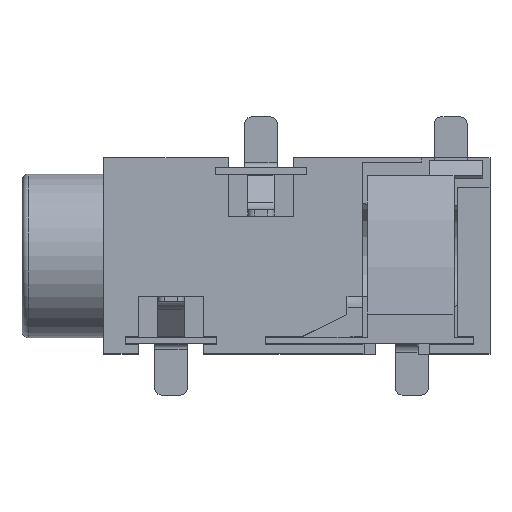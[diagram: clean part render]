
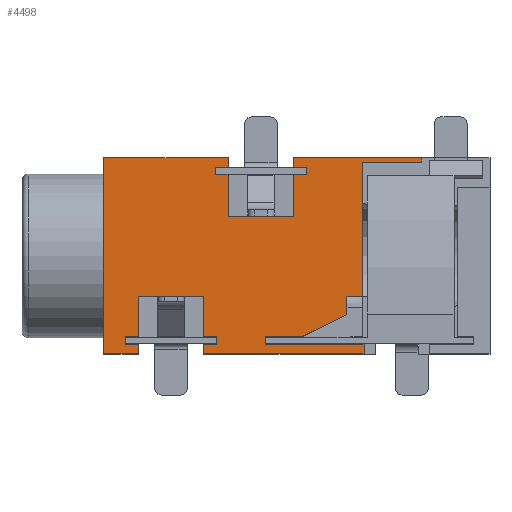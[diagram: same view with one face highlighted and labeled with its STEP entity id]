
A CAD part, top view. The second image highlights one B-rep face of the part: STEP entity #4498.
In plain terms, the highlighted planar face has unit normal (0, 0, 1).
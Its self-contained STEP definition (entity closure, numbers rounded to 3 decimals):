
#348=FACE_OUTER_BOUND('',#586,.T.);
#586=EDGE_LOOP('',(#3467,#3468,#3469,#3470,#3471,#3472,#3473,#3474,#3475,
#3476,#3477,#3478,#3479,#3480,#3481,#3482,#3483,#3484,#3485,#3486,#3487,
#3488,#3489,#3490,#3491,#3492,#3493,#3494,#3495,#3496,#3497,#3498,#3499,
#3500,#3501,#3502,#3503,#3504));
#953=LINE('',#6842,#1458);
#957=LINE('',#6850,#1462);
#960=LINE('',#6857,#1465);
#964=LINE('',#6865,#1469);
#976=LINE('',#6891,#1481);
#978=LINE('',#6897,#1483);
#980=LINE('',#6904,#1485);
#993=LINE('',#6934,#1498);
#999=LINE('',#6946,#1504);
#1008=LINE('',#6968,#1513);
#1012=LINE('',#6977,#1517);
#1016=LINE('',#6985,#1521);
#1020=LINE('',#6993,#1525);
#1024=LINE('',#7001,#1529);
#1030=LINE('',#7010,#1535);
#1036=LINE('',#7020,#1541);
#1038=LINE('',#7026,#1543);
#1041=LINE('',#7035,#1546);
#1042=LINE('',#7040,#1547);
#1048=LINE('',#7050,#1553);
#1051=LINE('',#7057,#1556);
#1055=LINE('',#7065,#1560);
#1059=LINE('',#7073,#1564);
#1063=LINE('',#7081,#1568);
#1071=LINE('',#7094,#1576);
#1075=LINE('',#7115,#1580);
#1077=LINE('',#7118,#1582);
#1079=LINE('',#7127,#1584);
#1080=LINE('',#7128,#1585);
#1081=LINE('',#7129,#1586);
#1082=LINE('',#7130,#1587);
#1083=LINE('',#7132,#1588);
#1084=LINE('',#7134,#1589);
#1085=LINE('',#7136,#1590);
#1086=LINE('',#7137,#1591);
#1087=LINE('',#7138,#1592);
#1088=LINE('',#7139,#1593);
#1089=LINE('',#7140,#1594);
#1458=VECTOR('',#5606,1000.);
#1462=VECTOR('',#5612,1000.);
#1465=VECTOR('',#5617,1000.);
#1469=VECTOR('',#5623,1000.);
#1481=VECTOR('',#5641,1000.);
#1483=VECTOR('',#5647,1000.);
#1485=VECTOR('',#5651,1000.);
#1498=VECTOR('',#5676,1000.);
#1504=VECTOR('',#5684,1000.);
#1513=VECTOR('',#5701,1000.);
#1517=VECTOR('',#5707,1000.);
#1521=VECTOR('',#5713,1000.);
#1525=VECTOR('',#5719,1000.);
#1529=VECTOR('',#5725,1000.);
#1535=VECTOR('',#5733,1000.);
#1541=VECTOR('',#5741,1000.);
#1543=VECTOR('',#5747,1000.);
#1546=VECTOR('',#5758,1000.);
#1547=VECTOR('',#5763,1000.);
#1553=VECTOR('',#5771,1000.);
#1556=VECTOR('',#5776,1000.);
#1560=VECTOR('',#5782,1000.);
#1564=VECTOR('',#5788,1000.);
#1568=VECTOR('',#5794,1000.);
#1576=VECTOR('',#5804,1000.);
#1580=VECTOR('',#5816,1000.);
#1582=VECTOR('',#5820,1000.);
#1584=VECTOR('',#5832,1000.);
#1585=VECTOR('',#5833,1000.);
#1586=VECTOR('',#5834,1000.);
#1587=VECTOR('',#5835,1000.);
#1588=VECTOR('',#5836,1000.);
#1589=VECTOR('',#5837,1000.);
#1590=VECTOR('',#5838,1000.);
#1591=VECTOR('',#5839,1000.);
#1592=VECTOR('',#5840,1000.);
#1593=VECTOR('',#5841,1000.);
#1594=VECTOR('',#5842,1000.);
#1907=VERTEX_POINT('',#6840);
#1908=VERTEX_POINT('',#6841);
#1911=VERTEX_POINT('',#6849);
#1913=VERTEX_POINT('',#6855);
#1914=VERTEX_POINT('',#6856);
#1917=VERTEX_POINT('',#6864);
#1928=VERTEX_POINT('',#6890);
#1930=VERTEX_POINT('',#6896);
#1941=VERTEX_POINT('',#6932);
#1942=VERTEX_POINT('',#6933);
#1947=VERTEX_POINT('',#6945);
#1955=VERTEX_POINT('',#6966);
#1956=VERTEX_POINT('',#6967);
#1959=VERTEX_POINT('',#6975);
#1960=VERTEX_POINT('',#6976);
#1962=VERTEX_POINT('',#6983);
#1963=VERTEX_POINT('',#6984);
#1965=VERTEX_POINT('',#6991);
#1966=VERTEX_POINT('',#6992);
#1969=VERTEX_POINT('',#7000);
#1971=VERTEX_POINT('',#7009);
#1974=VERTEX_POINT('',#7019);
#1976=VERTEX_POINT('',#7025);
#1979=VERTEX_POINT('',#7038);
#1980=VERTEX_POINT('',#7039);
#1983=VERTEX_POINT('',#7049);
#1985=VERTEX_POINT('',#7055);
#1986=VERTEX_POINT('',#7056);
#1988=VERTEX_POINT('',#7063);
#1989=VERTEX_POINT('',#7064);
#1991=VERTEX_POINT('',#7071);
#1992=VERTEX_POINT('',#7072);
#1995=VERTEX_POINT('',#7080);
#1999=VERTEX_POINT('',#7093);
#2004=VERTEX_POINT('',#7114);
#2007=VERTEX_POINT('',#7131);
#2008=VERTEX_POINT('',#7133);
#2009=VERTEX_POINT('',#7135);
#2413=EDGE_CURVE('',#1907,#1908,#953,.T.);
#2417=EDGE_CURVE('',#1908,#1911,#957,.T.);
#2420=EDGE_CURVE('',#1913,#1914,#960,.T.);
#2424=EDGE_CURVE('',#1914,#1917,#964,.T.);
#2436=EDGE_CURVE('',#1911,#1928,#976,.T.);
#2439=EDGE_CURVE('',#1928,#1930,#978,.T.);
#2442=EDGE_CURVE('',#1930,#1913,#980,.T.);
#2457=EDGE_CURVE('',#1941,#1942,#993,.T.);
#2463=EDGE_CURVE('',#1942,#1947,#999,.T.);
#2473=EDGE_CURVE('',#1955,#1956,#1008,.T.);
#2477=EDGE_CURVE('',#1959,#1960,#1012,.T.);
#2481=EDGE_CURVE('',#1962,#1963,#1016,.T.);
#2485=EDGE_CURVE('',#1965,#1966,#1020,.T.);
#2489=EDGE_CURVE('',#1966,#1969,#1024,.T.);
#2495=EDGE_CURVE('',#1971,#1955,#1030,.T.);
#2501=EDGE_CURVE('',#1960,#1974,#1036,.T.);
#2504=EDGE_CURVE('',#1974,#1976,#1038,.T.);
#2509=EDGE_CURVE('',#1976,#1962,#1041,.T.);
#2511=EDGE_CURVE('',#1979,#1980,#1042,.T.);
#2517=EDGE_CURVE('',#1980,#1983,#1048,.T.);
#2520=EDGE_CURVE('',#1985,#1986,#1051,.T.);
#2524=EDGE_CURVE('',#1988,#1989,#1055,.T.);
#2528=EDGE_CURVE('',#1991,#1992,#1059,.T.);
#2532=EDGE_CURVE('',#1992,#1995,#1063,.T.);
#2540=EDGE_CURVE('',#1986,#1999,#1071,.T.);
#2548=EDGE_CURVE('',#1999,#2004,#1075,.T.);
#2550=EDGE_CURVE('',#2004,#1988,#1077,.T.);
#2555=EDGE_CURVE('',#1917,#1941,#1079,.T.);
#2556=EDGE_CURVE('',#1907,#1969,#1080,.T.);
#2557=EDGE_CURVE('',#1963,#1965,#1081,.T.);
#2558=EDGE_CURVE('',#1956,#1959,#1082,.T.);
#2559=EDGE_CURVE('',#1971,#2007,#1083,.T.);
#2560=EDGE_CURVE('',#2007,#2008,#1084,.T.);
#2561=EDGE_CURVE('',#2008,#2009,#1085,.T.);
#2562=EDGE_CURVE('',#2009,#1995,#1086,.T.);
#2563=EDGE_CURVE('',#1989,#1991,#1087,.T.);
#2564=EDGE_CURVE('',#1983,#1985,#1088,.T.);
#2565=EDGE_CURVE('',#1979,#1947,#1089,.T.);
#3467=ORIENTED_EDGE('',*,*,#2457,.F.);
#3468=ORIENTED_EDGE('',*,*,#2555,.F.);
#3469=ORIENTED_EDGE('',*,*,#2424,.F.);
#3470=ORIENTED_EDGE('',*,*,#2420,.F.);
#3471=ORIENTED_EDGE('',*,*,#2442,.F.);
#3472=ORIENTED_EDGE('',*,*,#2439,.F.);
#3473=ORIENTED_EDGE('',*,*,#2436,.F.);
#3474=ORIENTED_EDGE('',*,*,#2417,.F.);
#3475=ORIENTED_EDGE('',*,*,#2413,.F.);
#3476=ORIENTED_EDGE('',*,*,#2556,.T.);
#3477=ORIENTED_EDGE('',*,*,#2489,.F.);
#3478=ORIENTED_EDGE('',*,*,#2485,.F.);
#3479=ORIENTED_EDGE('',*,*,#2557,.F.);
#3480=ORIENTED_EDGE('',*,*,#2481,.F.);
#3481=ORIENTED_EDGE('',*,*,#2509,.F.);
#3482=ORIENTED_EDGE('',*,*,#2504,.F.);
#3483=ORIENTED_EDGE('',*,*,#2501,.F.);
#3484=ORIENTED_EDGE('',*,*,#2477,.F.);
#3485=ORIENTED_EDGE('',*,*,#2558,.F.);
#3486=ORIENTED_EDGE('',*,*,#2473,.F.);
#3487=ORIENTED_EDGE('',*,*,#2495,.F.);
#3488=ORIENTED_EDGE('',*,*,#2559,.T.);
#3489=ORIENTED_EDGE('',*,*,#2560,.T.);
#3490=ORIENTED_EDGE('',*,*,#2561,.T.);
#3491=ORIENTED_EDGE('',*,*,#2562,.T.);
#3492=ORIENTED_EDGE('',*,*,#2532,.F.);
#3493=ORIENTED_EDGE('',*,*,#2528,.F.);
#3494=ORIENTED_EDGE('',*,*,#2563,.F.);
#3495=ORIENTED_EDGE('',*,*,#2524,.F.);
#3496=ORIENTED_EDGE('',*,*,#2550,.F.);
#3497=ORIENTED_EDGE('',*,*,#2548,.F.);
#3498=ORIENTED_EDGE('',*,*,#2540,.F.);
#3499=ORIENTED_EDGE('',*,*,#2520,.F.);
#3500=ORIENTED_EDGE('',*,*,#2564,.F.);
#3501=ORIENTED_EDGE('',*,*,#2517,.F.);
#3502=ORIENTED_EDGE('',*,*,#2511,.F.);
#3503=ORIENTED_EDGE('',*,*,#2565,.T.);
#3504=ORIENTED_EDGE('',*,*,#2463,.F.);
#4044=PLANE('',#4825);
#4498=ADVANCED_FACE('',(#348),#4044,.T.);
#4825=AXIS2_PLACEMENT_3D('',#7126,#5830,#5831);
#5606=DIRECTION('',(0.,-1.,0.));
#5612=DIRECTION('',(-1.,0.,0.));
#5617=DIRECTION('',(-0.899,-0.438,0.));
#5623=DIRECTION('',(-1.,0.,0.));
#5641=DIRECTION('',(0.,-1.,0.));
#5647=DIRECTION('',(-1.,0.,0.));
#5651=DIRECTION('',(0.,-1.,0.));
#5676=DIRECTION('',(1.,0.,0.));
#5684=DIRECTION('',(0.,-1.,0.));
#5701=DIRECTION('',(-1.,0.,0.));
#5707=DIRECTION('',(1.,0.,0.));
#5713=DIRECTION('',(1.,0.,0.));
#5719=DIRECTION('',(-1.,0.,0.));
#5725=DIRECTION('',(0.,1.,0.));
#5733=DIRECTION('',(0.,-1.,0.));
#5741=DIRECTION('',(0.,-1.,0.));
#5747=DIRECTION('',(1.,0.,0.));
#5758=DIRECTION('',(0.,1.,0.));
#5763=DIRECTION('',(0.,1.,0.));
#5771=DIRECTION('',(1.,0.,0.));
#5776=DIRECTION('',(-1.,0.,0.));
#5782=DIRECTION('',(-1.,0.,0.));
#5788=DIRECTION('',(1.,0.,0.));
#5794=DIRECTION('',(0.,-1.,0.));
#5804=DIRECTION('',(0.,1.,0.));
#5816=DIRECTION('',(-1.,0.,0.));
#5820=DIRECTION('',(0.,-1.,0.));
#5830=DIRECTION('center_axis',(0.,0.,1.));
#5831=DIRECTION('ref_axis',(1.,0.,0.));
#5832=DIRECTION('',(0.,-1.,0.));
#5833=DIRECTION('',(-1.,0.,0.));
#5834=DIRECTION('',(0.,1.,0.));
#5835=DIRECTION('',(0.,-1.,0.));
#5836=DIRECTION('',(-1.,0.,0.));
#5837=DIRECTION('',(0.,-1.,0.));
#5838=DIRECTION('',(0.,-1.,0.));
#5839=DIRECTION('',(1.,0.,0.));
#5840=DIRECTION('',(0.,-1.,0.));
#5841=DIRECTION('',(0.,1.,0.));
#5842=DIRECTION('',(1.,0.,0.));
#6840=CARTESIAN_POINT('',(7.671,3.,5.01));
#6841=CARTESIAN_POINT('',(7.671,2.858,5.01));
#6842=CARTESIAN_POINT('',(7.671,3.,5.01));
#6849=CARTESIAN_POINT('',(5.85,2.858,5.01));
#6850=CARTESIAN_POINT('',(7.671,2.858,5.01));
#6855=CARTESIAN_POINT('',(5.38,-1.805,5.01));
#6856=CARTESIAN_POINT('',(3.996,-2.48,5.01));
#6857=CARTESIAN_POINT('',(5.38,-1.805,5.01));
#6864=CARTESIAN_POINT('',(2.886,-2.48,5.01));
#6865=CARTESIAN_POINT('',(3.996,-2.48,5.01));
#6890=CARTESIAN_POINT('',(5.85,-1.25,5.01));
#6891=CARTESIAN_POINT('',(5.85,2.858,5.01));
#6896=CARTESIAN_POINT('',(5.38,-1.25,5.01));
#6897=CARTESIAN_POINT('',(5.85,-1.25,5.01));
#6904=CARTESIAN_POINT('',(5.38,-1.25,5.01));
#6932=CARTESIAN_POINT('',(2.886,-2.7,5.01));
#6933=CARTESIAN_POINT('',(5.9,-2.7,5.01));
#6934=CARTESIAN_POINT('',(5.5,-2.7,5.01));
#6945=CARTESIAN_POINT('',(5.9,-3.,5.01));
#6946=CARTESIAN_POINT('',(5.9,-3.,5.01));
#6966=CARTESIAN_POINT('',(1.75,2.7,5.01));
#6967=CARTESIAN_POINT('',(1.35,2.7,5.01));
#6968=CARTESIAN_POINT('',(1.35,2.7,5.01));
#6975=CARTESIAN_POINT('',(1.35,2.48,5.01));
#6976=CARTESIAN_POINT('',(1.75,2.48,5.01));
#6977=CARTESIAN_POINT('',(1.35,2.48,5.01));
#6983=CARTESIAN_POINT('',(3.75,2.48,5.01));
#6984=CARTESIAN_POINT('',(4.15,2.48,5.01));
#6985=CARTESIAN_POINT('',(3.75,2.48,5.01));
#6991=CARTESIAN_POINT('',(4.15,2.7,5.01));
#6992=CARTESIAN_POINT('',(3.75,2.7,5.01));
#6993=CARTESIAN_POINT('',(3.75,2.7,5.01));
#7000=CARTESIAN_POINT('',(3.75,3.,5.01));
#7001=CARTESIAN_POINT('',(3.75,3.,5.01));
#7009=CARTESIAN_POINT('',(1.75,3.,5.01));
#7010=CARTESIAN_POINT('',(1.75,3.,5.01));
#7019=CARTESIAN_POINT('',(1.75,1.2,5.01));
#7020=CARTESIAN_POINT('',(1.75,2.48,5.01));
#7025=CARTESIAN_POINT('',(3.75,1.2,5.01));
#7026=CARTESIAN_POINT('',(1.75,1.2,5.01));
#7035=CARTESIAN_POINT('',(3.75,2.48,5.01));
#7038=CARTESIAN_POINT('',(1.,-3.,5.01));
#7039=CARTESIAN_POINT('',(1.,-2.7,5.01));
#7040=CARTESIAN_POINT('',(1.,-2.7,5.01));
#7049=CARTESIAN_POINT('',(1.4,-2.7,5.01));
#7050=CARTESIAN_POINT('',(1.4,-2.7,5.01));
#7055=CARTESIAN_POINT('',(1.4,-2.48,5.01));
#7056=CARTESIAN_POINT('',(1.,-2.48,5.01));
#7057=CARTESIAN_POINT('',(1.,-2.48,5.01));
#7063=CARTESIAN_POINT('',(-1.,-2.48,5.01));
#7064=CARTESIAN_POINT('',(-1.4,-2.48,5.01));
#7065=CARTESIAN_POINT('',(-1.4,-2.48,5.01));
#7071=CARTESIAN_POINT('',(-1.4,-2.7,5.01));
#7072=CARTESIAN_POINT('',(-1.,-2.7,5.01));
#7073=CARTESIAN_POINT('',(-1.,-2.7,5.01));
#7080=CARTESIAN_POINT('',(-1.,-3.,5.01));
#7081=CARTESIAN_POINT('',(-1.,-3.,5.01));
#7093=CARTESIAN_POINT('',(1.,-1.25,5.01));
#7094=CARTESIAN_POINT('',(1.,-1.25,5.01));
#7114=CARTESIAN_POINT('',(-1.,-1.25,5.01));
#7115=CARTESIAN_POINT('',(-1.,-1.25,5.01));
#7118=CARTESIAN_POINT('',(-1.,-2.48,5.01));
#7126=CARTESIAN_POINT('Origin',(0.,0.,5.01));
#7127=CARTESIAN_POINT('',(2.886,-2.48,5.01));
#7128=CARTESIAN_POINT('',(-2.05,3.,5.01));
#7129=CARTESIAN_POINT('',(4.15,2.48,5.01));
#7130=CARTESIAN_POINT('',(1.35,2.48,5.01));
#7131=CARTESIAN_POINT('',(-2.05,3.,5.01));
#7132=CARTESIAN_POINT('',(-2.05,3.,5.01));
#7133=CARTESIAN_POINT('',(-2.05,0.,5.01));
#7134=CARTESIAN_POINT('',(-2.05,3.,5.01));
#7135=CARTESIAN_POINT('',(-2.05,-3.,5.01));
#7136=CARTESIAN_POINT('',(-2.05,3.,5.01));
#7137=CARTESIAN_POINT('',(-2.05,-3.,5.01));
#7138=CARTESIAN_POINT('',(-1.4,-2.7,5.01));
#7139=CARTESIAN_POINT('',(1.4,-2.48,5.01));
#7140=CARTESIAN_POINT('',(-2.05,-3.,5.01));
